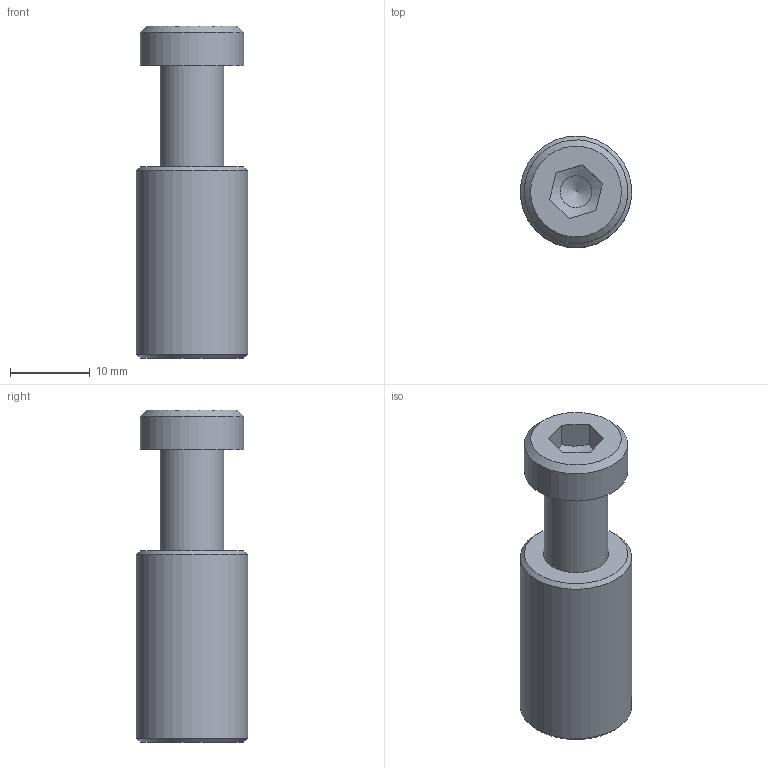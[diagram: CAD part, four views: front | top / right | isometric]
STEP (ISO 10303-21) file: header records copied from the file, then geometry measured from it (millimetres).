
FILE_DESCRIPTION((''),'2;1');
FILE_NAME('220202-3d.stp','2010-07-27T11:11:01',('kantoor'),(''),'Autodesk Inventor 2011','Autodesk Inventor 2011','');
FILE_SCHEMA(('AUTOMOTIVE_DESIGN { 1 0 10303 214 1 1 1 1 }'));
Length unit declared in the file: millimetre
Products named in the file (3): 220202-001; 220202-202; DIN 6912 M8 x 35
Assembly tree (2 placements, depth 2):
  220202-001
    220202-202
    DIN 6912 M8 x 35
Bounding box: 14 x 14 x 41.69 mm (x, y, z)
Volume: 4668.5 mm3; surface area: 3271.2 mm2
Topology: 2 solids, 2 shells, 22 faces, 45 edges, 28 vertices
Faces by surface type: plane 11, cone 6, cylinder 5
Full cylindrical faces by diameter (mm): 4 x1, 8 x1, 8.2 x1, 13 x1, 14 x1
Entity records: 589 total; most frequent: CARTESIAN_POINT 97, DIRECTION 94, ORIENTED_EDGE 64, AXIS2_PLACEMENT_3D 41, EDGE_LOOP 36, EDGE_CURVE 32, VERTEX_POINT 26, FACE_OUTER_BOUND 22
